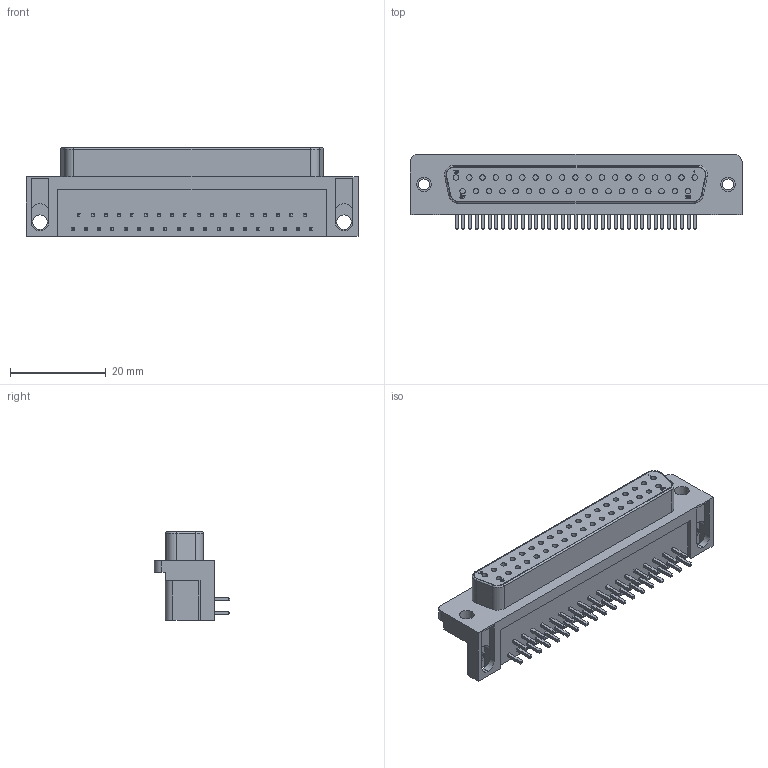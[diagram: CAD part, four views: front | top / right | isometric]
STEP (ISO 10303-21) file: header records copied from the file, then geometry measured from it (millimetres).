
FILE_DESCRIPTION(/* description */ (''),/* implementation_level */ '2;1');
FILE_NAME(/* name */ '182-037-213_step.stp',/* time_stamp */ '2021-08-28T12:40:28-05:00',/* author */ (''),/* organization */ (''),/* preprocessor_version */ 'ST-DEVELOPER v16.7',/* originating_system */ 'SIEMENS PLM Software NX 1926',/* authorisation */ '');
FILE_SCHEMA (('AUTOMOTIVE_DESIGN { 1 0 10303 214 3 1 1 1 }'));
Length unit declared in the file: inch
Products named in the file (1): 182-037-213_step
Bounding box: 69.32 x 15.72 x 18.52 mm (x, y, z)
Volume: 10119.1 mm3; surface area: 7343.1 mm2
Topology: 1 solids, 1 shells, 580 faces, 1324 edges, 832 vertices
Faces by surface type: plane 468, cylinder 73, extrusion 35, torus 4
Full cylindrical faces by diameter (mm): 1.143 x37, 2.261 x2, 3.048 x4
Entity records: 19947 total; most frequent: CARTESIAN_POINT 4530, ORIENTED_EDGE 2554, DIRECTION 2480, EDGE_CURVE 1277, VECTOR 1088, LINE 1053, VERTEX_POINT 828, EDGE_LOOP 721
